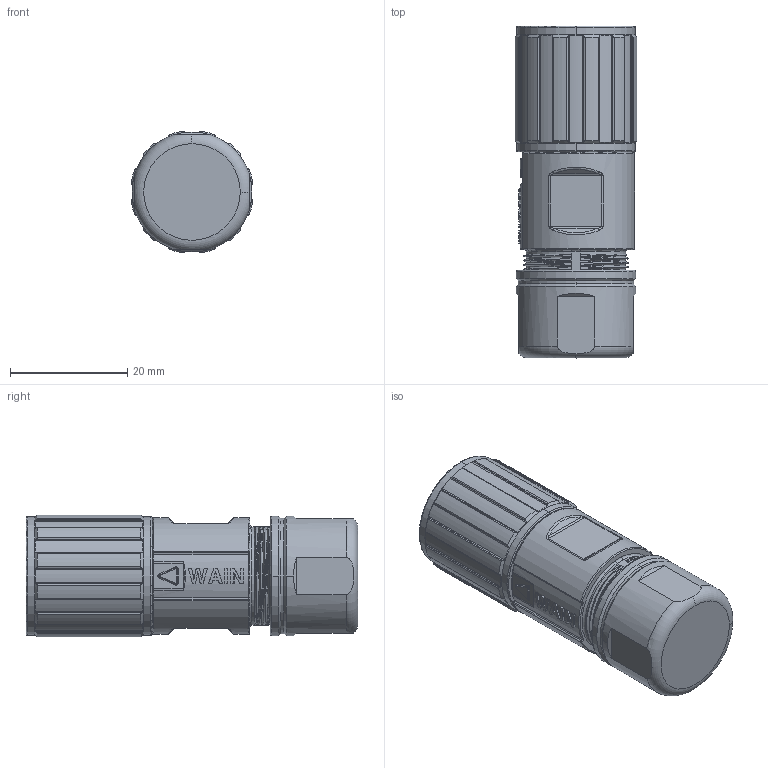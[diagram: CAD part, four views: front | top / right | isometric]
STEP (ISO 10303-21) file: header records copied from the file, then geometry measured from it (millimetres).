
FILE_DESCRIPTION((''),'2;1');
FILE_NAME('3D_1650094102500-M17-MC04_5-T-D','2024-01-23T',('lian.chen'),(''),'PRO/ENGINEER BY PARAMETRIC TECHNOLOGY CORPORATION, 2012480','PRO/ENGINEER BY PARAMETRIC TECHNOLOGY CORPORATION, 2012480','');
FILE_SCHEMA(('CONFIG_CONTROL_DESIGN'));
Length unit declared in the file: millimetre
Products named in the file (1): 3D_1650094102500-M17-MC04_5-T-D
Bounding box: 20.77 x 56.7 x 20.77 mm (x, y, z)
Volume: 15601.6 mm3; surface area: 7896.5 mm2
Topology: 1 solids, 12 shells, 606 faces, 1627 edges, 1084 vertices
Faces by surface type: cylinder 262, plane 196, bspline 74, torus 40, cone 34
Entity records: 24869 total; most frequent: CARTESIAN_POINT 10273, ORIENTED_EDGE 3254, DIRECTION 2771, EDGE_CURVE 1627, AXIS2_PLACEMENT_3D 1117, VERTEX_POINT 1084, EDGE_LOOP 663, FACE_OUTER_BOUND 606
